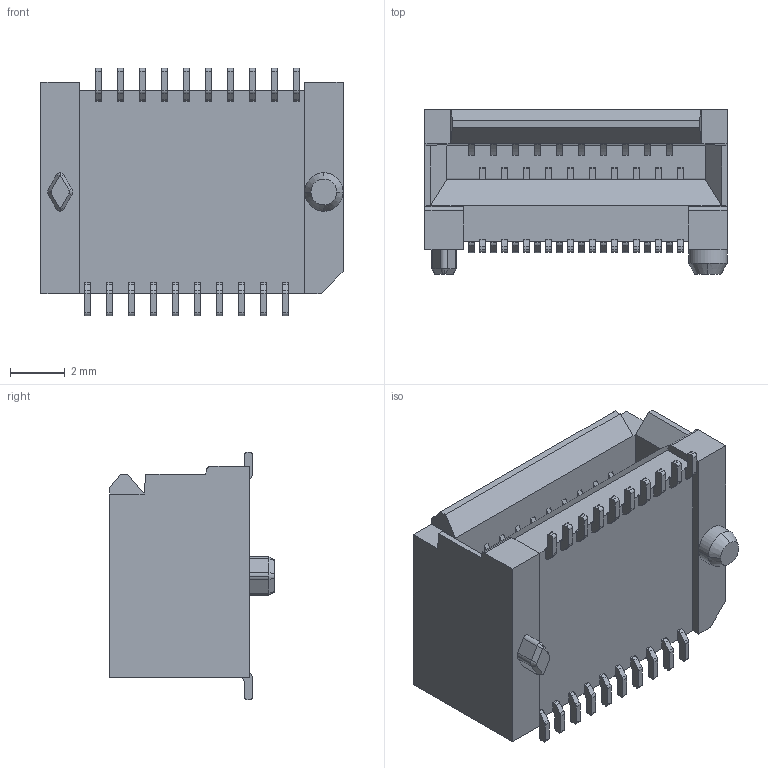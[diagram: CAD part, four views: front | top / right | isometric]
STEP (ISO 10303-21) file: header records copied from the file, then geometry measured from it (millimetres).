
FILE_DESCRIPTION(('STEP AP242'),'1');
FILE_NAME('1888247-1.stp','2022-07-30T23:09:04',('TraceParts'),('TraceParts S.A.'),'Spatial InterOp 3D',' ',' ');
FILE_SCHEMA(('AP242_MANAGED_MODEL_BASED_3D_ENGINEERING_MIM_LF {1 0 10303 442 1 1 4}'));
Length unit declared in the file: millimetre
Products named in the file (1): 1888247-1
Bounding box: 11 x 6 x 9 mm (x, y, z)
Volume: 320.3 mm3; surface area: 519.3 mm2
Topology: 1 solids, 1 shells, 463 faces, 1321 edges, 872 vertices
Faces by surface type: plane 273, cylinder 180, cone 10
Entity records: 15156 total; most frequent: CARTESIAN_POINT 2657, ORIENTED_EDGE 2642, DIRECTION 2623, EDGE_CURVE 1321, LINE 947, VECTOR 947, VERTEX_POINT 872, AXIS2_PLACEMENT_3D 838
